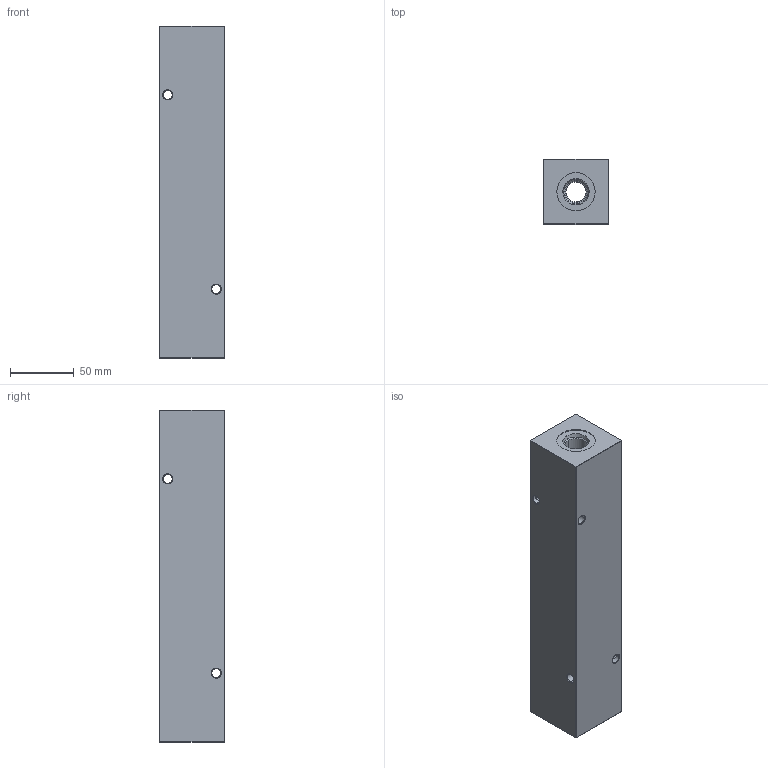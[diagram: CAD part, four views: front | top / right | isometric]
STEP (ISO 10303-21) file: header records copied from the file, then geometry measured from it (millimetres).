
FILE_DESCRIPTION (( 'STEP AP203' ), '1' );
FILE_NAME ('HM-5-0-S-8-8.STEP', '2020-10-01T12:51:50', ( '' ), ( '' ), 'SwSTEP 2.0', 'SolidWorks 2019', '' );
FILE_SCHEMA (( 'CONFIG_CONTROL_DESIGN' ));
Length unit declared in the file: inch
Products named in the file (1): HM-5-0-S-8-8
Bounding box: 50.8 x 50.8 x 260.35 mm (x, y, z)
Volume: 584680.2 mm3; surface area: 77460.1 mm2
Topology: 1 solids, 1 shells, 559 faces, 1464 edges, 950 vertices
Faces by surface type: plane 225, bspline 210, cone 63, cylinder 61
Entity records: 27417 total; most frequent: CARTESIAN_POINT 15048, ORIENTED_EDGE 2928, DIRECTION 1828, EDGE_CURVE 1464, VERTEX_POINT 950, LINE 808, VECTOR 808, EDGE_LOOP 626
